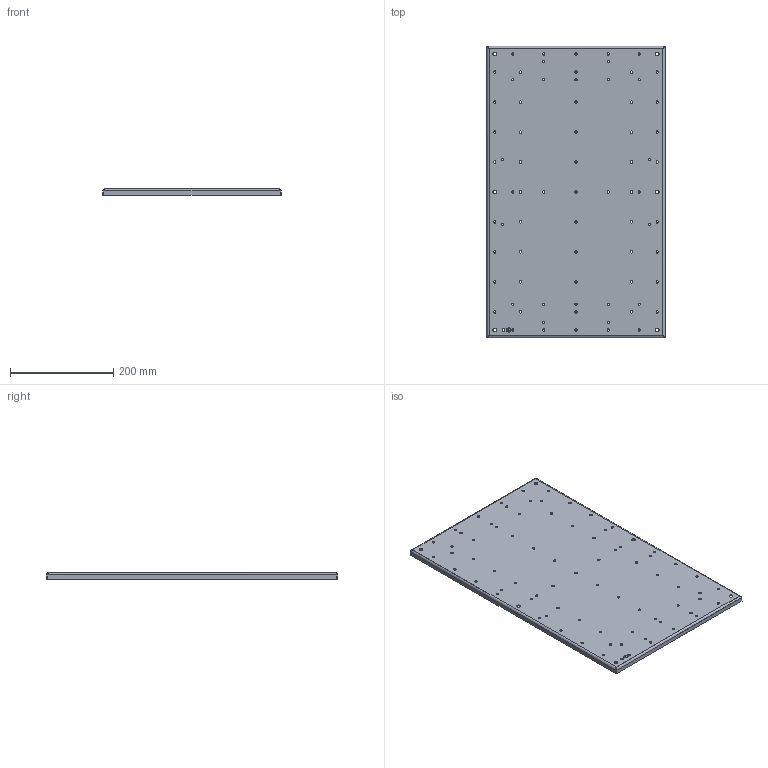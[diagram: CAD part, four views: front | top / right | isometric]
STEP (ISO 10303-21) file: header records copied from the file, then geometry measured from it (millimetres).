
FILE_DESCRIPTION(('CATIA V5 STEP Exchange','CAx-IF Rec.Pracs.--- Model Styling and Organization---1.4--- 2014-01-23'),'2;1');
FILE_NAME ('1877176-3_0_8000115917_8000115917_KTB_MOPL_6240_MSZN_H.stp','2023-05-15T07:04:30+00:00',('none'),('Weidmueller'),'CATIA Version 5-6 Release 2016 SP3 HF44','CATIA V5 STEP AP214','none');
FILE_SCHEMA(('AUTOMOTIVE_DESIGN { 1 0 10303 214 1 1 1 1 }'));
Length unit declared in the file: millimetre
Products named in the file (1): 8000115917_KTB_MOPL_6240_MSZN_H
Bounding box: 345 x 565 x 12 mm (x, y, z)
Volume: 314916.8 mm3; surface area: 424611.7 mm2
Topology: 1 solids, 1 shells, 227 faces, 637 edges, 417 vertices
Faces by surface type: cylinder 176, plane 43, bspline 8
Entity records: 7812 total; most frequent: CARTESIAN_POINT 1724, ORIENTED_EDGE 1274, DIRECTION 1034, EDGE_CURVE 637, AXIS2_PLACEMENT_3D 552, VERTEX_POINT 417, EDGE_LOOP 396, CIRCLE 332
